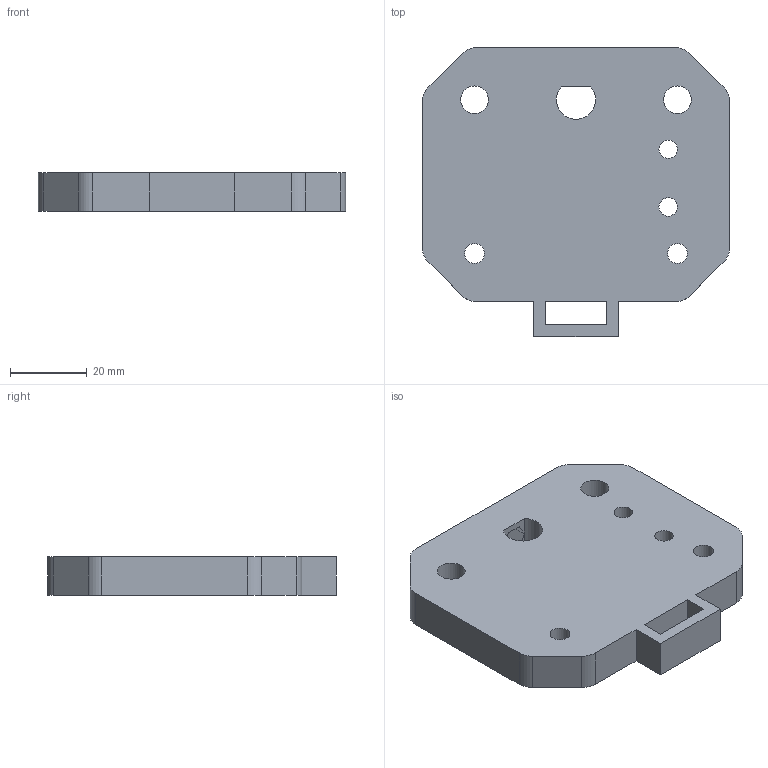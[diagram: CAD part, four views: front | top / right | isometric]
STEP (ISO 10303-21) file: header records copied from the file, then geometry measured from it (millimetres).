
FILE_DESCRIPTION(/* description */ (''),/* implementation_level */ '2;1');
FILE_NAME(/* name */ 'Halter Linearachse v8.step',/* time_stamp */ '2025-04-10T12:59:41+02:00',/* author */ (''),/* organization */ (''),/* preprocessor_version */ 'ST-DEVELOPER v20.1',/* originating_system */ 'Autodesk Translation Framework v14.4.0.0',/* authorisation */ '');
FILE_SCHEMA (('AUTOMOTIVE_DESIGN { 1 0 10303 214 3 1 1 }'));
Length unit declared in the file: millimetre
Products named in the file (1): Halter Linearachse
Bounding box: 80 x 75.2 x 10 mm (x, y, z)
Volume: 43945.5 mm3; surface area: 14942.2 mm2
Topology: 1 solids, 1 shells, 55 faces, 155 edges, 102 vertices
Faces by surface type: plane 39, cylinder 16
Full cylindrical faces by diameter (mm): 4.5 x1, 4.8 x2, 5.2 x2, 7.2 x2
Entity records: 1838 total; most frequent: CARTESIAN_POINT 313, ORIENTED_EDGE 310, DIRECTION 299, EDGE_CURVE 155, LINE 123, VECTOR 123, VERTEX_POINT 102, AXIS2_PLACEMENT_3D 88
